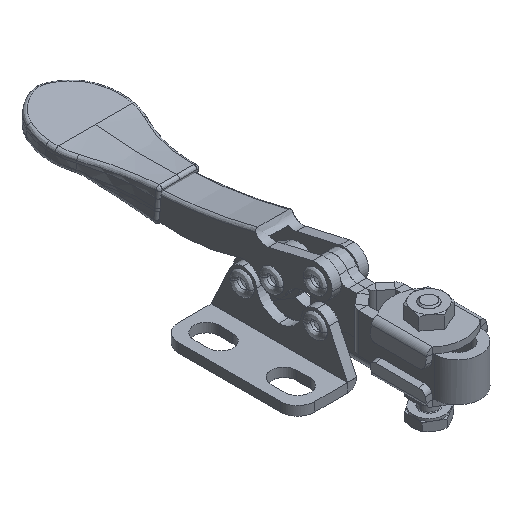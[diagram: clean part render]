
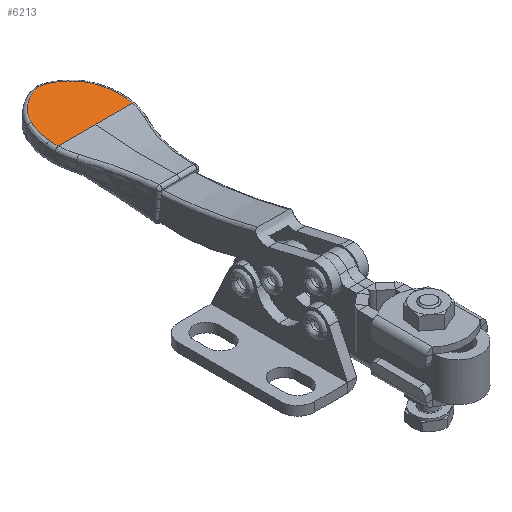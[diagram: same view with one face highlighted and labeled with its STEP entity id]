
A CAD part, isometric view. The second image highlights one B-rep face of the part: STEP entity #6213.
In plain terms, the highlighted planar face has unit normal (0, -0.082, 0.997).
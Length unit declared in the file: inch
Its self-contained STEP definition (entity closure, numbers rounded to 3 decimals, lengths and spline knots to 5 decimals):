
#5579=VERTEX_POINT('',#16584);
#6070=EDGE_CURVE('',#16325,#15731,#17097,.T.);
#6213=ADVANCED_FACE('',(#17245),#17246,.F.);
#6503=VERTEX_POINT('',#17545);
#7031=VERTEX_POINT('',#18109);
#7992=EDGE_CURVE('',#5579,#8421,#19117,.T.);
#8198=EDGE_CURVE('',#12856,#15731,#19327,.T.);
#8258=EDGE_CURVE('',#5579,#13833,#19387,.T.);
#8421=VERTEX_POINT('',#19551);
#8681=EDGE_CURVE('',#14093,#11407,#19826,.T.);
#9139=EDGE_CURVE('',#7031,#16325,#20303,.T.);
#9774=EDGE_CURVE('',#15316,#7031,#20963,.T.);
#10471=EDGE_CURVE('',#13833,#15437,#21691,.T.);
#10750=EDGE_CURVE('',#13687,#6503,#21988,.T.);
#11064=EDGE_CURVE('',#8421,#14093,#22314,.T.);
#11407=VERTEX_POINT('',#22669);
#12856=VERTEX_POINT('',#24203);
#12899=VERTEX_POINT('',#24250);
#13687=VERTEX_POINT('',#25073);
#13763=EDGE_CURVE('',#6503,#12899,#25153,.T.);
#13833=VERTEX_POINT('',#25231);
#14093=VERTEX_POINT('',#25505);
#14508=EDGE_CURVE('',#15437,#15316,#25939,.T.);
#14644=EDGE_CURVE('',#11407,#13687,#26081,.T.);
#15316=VERTEX_POINT('',#26785);
#15437=VERTEX_POINT('',#26910);
#15599=EDGE_CURVE('',#12856,#12899,#27079,.T.);
#15731=VERTEX_POINT('',#27220);
#16325=VERTEX_POINT('',#27847);
#16584=CARTESIAN_POINT('',(0.,1.77671,0.63784));
#17097=ELLIPSE('',#29440,0.47953,0.43432);
#17245=FACE_OUTER_BOUND('',#29677,.T.);
#17246=PLANE('',#29678);
#17545=CARTESIAN_POINT('',(-0.25866,1.44615,0.61067));
#18109=CARTESIAN_POINT('',(0.22517,1.60445,0.62368));
#19117=B_SPLINE_CURVE_WITH_KNOTS('',3,(#34528,#34529,#34530,#34531),.UNSPECIFIED.,.F.,.F.,(4,4),(0.08117,1.0),.UNSPECIFIED.);
#19327=LINE('',#34943,#34944);
#19387=B_SPLINE_CURVE_WITH_KNOTS('',3,(#35081,#35082,#35083,#35084),.UNSPECIFIED.,.F.,.F.,(4,4),(0.08109,1.0),.UNSPECIFIED.);
#19551=CARTESIAN_POINT('',(-0.04343,1.76753,0.63708));
#19826=ELLIPSE('',#35848,0.31969,0.28955);
#20303=B_SPLINE_CURVE_WITH_KNOTS('',3,(#36757,#36758,#36759,#36760),.UNSPECIFIED.,.F.,.F.,(4,4),(0.0,1.0),.UNSPECIFIED.);
#20963=ELLIPSE('',#38314,0.31968,0.28955);
#21691=ELLIPSE('',#39811,0.31968,0.28954);
#21988=B_SPLINE_CURVE_WITH_KNOTS('',3,(#40450,#40451,#40452,#40453),.UNSPECIFIED.,.F.,.F.,(4,4),(0.0,1.0),.UNSPECIFIED.);
#22314=ELLIPSE('',#41032,0.31968,0.28954);
#22669=CARTESIAN_POINT('',(-0.19484,1.65716,0.62801));
#24203=CARTESIAN_POINT('',(0.,1.38978,0.60604));
#24250=CARTESIAN_POINT('',(-0.25472,1.38978,0.60604));
#25073=CARTESIAN_POINT('',(-0.22517,1.60445,0.62368));
#25153=ELLIPSE('',#50667,0.47953,0.43432);
#25231=CARTESIAN_POINT('',(0.04343,1.76753,0.63708));
#25505=CARTESIAN_POINT('',(-0.102,1.74046,0.63486));
#25939=ELLIPSE('',#53788,0.31969,0.28955);
#26081=ELLIPSE('',#54168,0.31968,0.28955);
#26785=CARTESIAN_POINT('',(0.19484,1.65716,0.62801));
#26910=CARTESIAN_POINT('',(0.102,1.74046,0.63486));
#27079=LINE('',#56692,#56693);
#27220=CARTESIAN_POINT('',(0.25472,1.38978,0.60604));
#27847=CARTESIAN_POINT('',(0.25866,1.44615,0.61067));
#29440=AXIS2_PLACEMENT_3D('',#59744,#59745,#59746);
#29677=EDGE_LOOP('',(#59884,#59885,#59886,#59887,#59888,#59889,#59890,#59891,#59892,#59893,#59894,#59895,#59896,#59897));
#29678=AXIS2_PLACEMENT_3D('',#59898,#59899,#59900);
#34528=CARTESIAN_POINT('',(0.,1.77671,0.63784));
#34529=CARTESIAN_POINT('',(-0.01486,1.7755,0.63774));
#34530=CARTESIAN_POINT('',(-0.02953,1.77241,0.63748));
#34531=CARTESIAN_POINT('',(-0.04343,1.76753,0.63708));
#34943=CARTESIAN_POINT('',(-0.26255,1.38978,0.60604));
#34944=VECTOR('',#61992,0.51721);
#35081=CARTESIAN_POINT('',(0.,1.77671,0.63784));
#35082=CARTESIAN_POINT('',(0.01485,1.7755,0.63774));
#35083=CARTESIAN_POINT('',(0.02953,1.77241,0.63748));
#35084=CARTESIAN_POINT('',(0.04343,1.76753,0.63708));
#35848=AXIS2_PLACEMENT_3D('',#62485,#62486,#62487);
#36757=CARTESIAN_POINT('',(0.22517,1.60445,0.62368));
#36758=CARTESIAN_POINT('',(0.24714,1.5542,0.61955));
#36759=CARTESIAN_POINT('',(0.25857,1.50018,0.61511));
#36760=CARTESIAN_POINT('',(0.25866,1.44615,0.61067));
#38314=AXIS2_PLACEMENT_3D('',#63505,#63506,#63507);
#39811=AXIS2_PLACEMENT_3D('',#64197,#64198,#64199);
#40450=CARTESIAN_POINT('',(-0.22517,1.60445,0.62368));
#40451=CARTESIAN_POINT('',(-0.24714,1.5542,0.61955));
#40452=CARTESIAN_POINT('',(-0.25857,1.50018,0.61511));
#40453=CARTESIAN_POINT('',(-0.25866,1.44615,0.61067));
#41032=AXIS2_PLACEMENT_3D('',#64909,#64910,#64911);
#50667=AXIS2_PLACEMENT_3D('',#67844,#67845,#67846);
#53788=AXIS2_PLACEMENT_3D('',#68668,#68669,#68670);
#54168=AXIS2_PLACEMENT_3D('',#68814,#68815,#68816);
#56692=CARTESIAN_POINT('',(0.26255,1.38978,0.60604));
#56693=VECTOR('',#69788,0.51721);
#59744=CARTESIAN_POINT('',(-0.22087,1.44551,0.61062));
#59745=DIRECTION('',(0.,0.082,-0.997));
#59746=DIRECTION('',(-1.,0.,0.));
#59884=ORIENTED_EDGE('',*,*,#15599,.F.);
#59885=ORIENTED_EDGE('',*,*,#8198,.T.);
#59886=ORIENTED_EDGE('',*,*,#6070,.F.);
#59887=ORIENTED_EDGE('',*,*,#9139,.F.);
#59888=ORIENTED_EDGE('',*,*,#9774,.F.);
#59889=ORIENTED_EDGE('',*,*,#14508,.F.);
#59890=ORIENTED_EDGE('',*,*,#10471,.F.);
#59891=ORIENTED_EDGE('',*,*,#8258,.F.);
#59892=ORIENTED_EDGE('',*,*,#7992,.T.);
#59893=ORIENTED_EDGE('',*,*,#11064,.T.);
#59894=ORIENTED_EDGE('',*,*,#8681,.T.);
#59895=ORIENTED_EDGE('',*,*,#14644,.T.);
#59896=ORIENTED_EDGE('',*,*,#10750,.T.);
#59897=ORIENTED_EDGE('',*,*,#13763,.T.);
#59898=CARTESIAN_POINT('',(0.26914,1.38961,0.60603));
#59899=DIRECTION('',(0.0,0.082,-0.997));
#59900=DIRECTION('',(-1.0,0.0,0.0));
#61992=DIRECTION('',(1.0,0.,0.));
#62485=CARTESIAN_POINT('',(0.07219,1.49849,0.61498));
#62486=DIRECTION('',(0.,-0.082,0.997));
#62487=DIRECTION('',(1.,0.,0.));
#63505=CARTESIAN_POINT('',(-0.07219,1.49849,0.61498));
#63506=DIRECTION('',(0.,0.082,-0.997));
#63507=DIRECTION('',(-1.,0.,0.));
#64197=CARTESIAN_POINT('',(-0.07219,1.49849,0.61498));
#64198=DIRECTION('',(0.,0.082,-0.997));
#64199=DIRECTION('',(-1.,0.,0.));
#64909=CARTESIAN_POINT('',(0.07219,1.49849,0.61498));
#64910=DIRECTION('',(0.,-0.082,0.997));
#64911=DIRECTION('',(1.,0.,0.));
#67844=CARTESIAN_POINT('',(0.22087,1.44551,0.61062));
#67845=DIRECTION('',(0.,-0.082,0.997));
#67846=DIRECTION('',(1.,0.,0.));
#68668=CARTESIAN_POINT('',(-0.07219,1.49849,0.61498));
#68669=DIRECTION('',(0.,0.082,-0.997));
#68670=DIRECTION('',(-1.,0.,0.));
#68814=CARTESIAN_POINT('',(0.07219,1.49849,0.61498));
#68815=DIRECTION('',(0.,-0.082,0.997));
#68816=DIRECTION('',(1.,0.,0.));
#69788=DIRECTION('',(-1.0,0.,0.));
